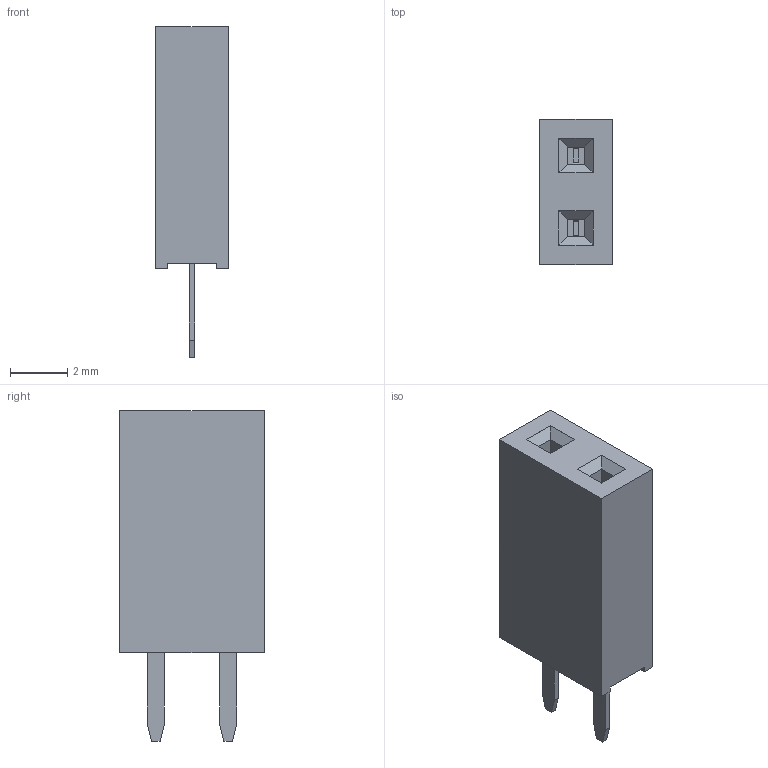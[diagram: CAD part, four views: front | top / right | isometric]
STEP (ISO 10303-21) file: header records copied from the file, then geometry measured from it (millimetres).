
FILE_DESCRIPTION(/* description */ ('model of PinSocket_1x02_P2.54mm_Vertical'),/* implementation_level */ '2;1');
FILE_NAME(/* name */ 'PinSocket_1x02_P2.54mm_Vertical.step',/* author */ ('KiCAD','kicad'),/* organization */ ('OCCT'),/* preprocessor_version */ '',/* originating_system */ 'KiCAD',/* authorisation */ '');
FILE_SCHEMA(('AUTOMOTIVE_DESIGN { 1 0 10303 214 1 1 1 1 }'));
Length unit declared in the file: millimetre
Products named in the file (1): PinSocket_1x02_P2.54mm_Vertical
Bounding box: 2.54 x 5.08 x 11.6 mm (x, y, z)
Volume: 103.3 mm3; surface area: 205.7 mm2
Topology: 1 solids, 1 shells, 72 faces, 184 edges, 120 vertices
Faces by surface type: plane 72
Entity records: 2857 total; most frequent: CARTESIAN_POINT 377, ORIENTED_EDGE 368, DIRECTION 330, EDGE_CURVE 184, LINE 184, VECTOR 184, VERTEX_POINT 120, PRESENTATION_STYLE_ASSIGNMENT 80
